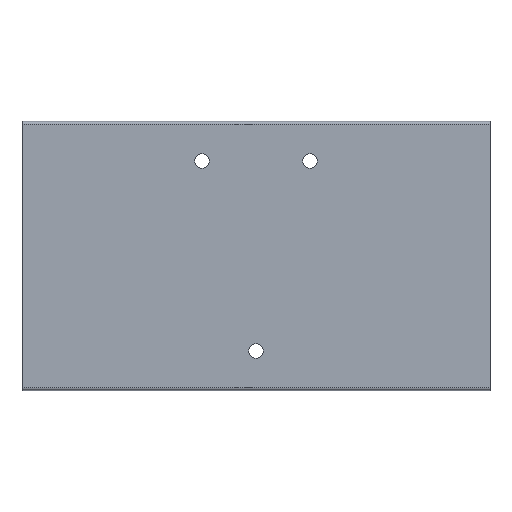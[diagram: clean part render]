
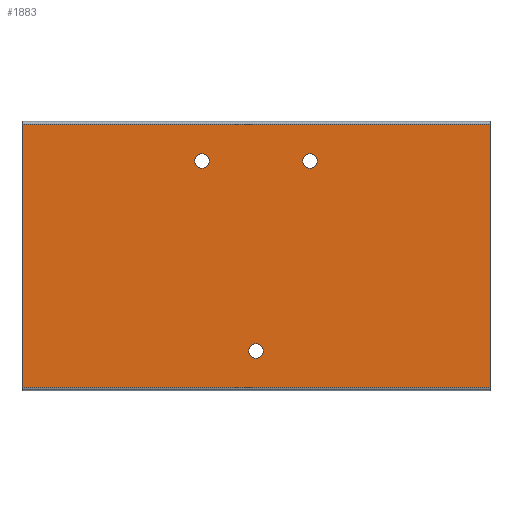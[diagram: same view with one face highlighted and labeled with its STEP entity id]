
A CAD part, top view. The second image highlights one B-rep face of the part: STEP entity #1883.
In plain terms, the highlighted planar face has unit normal (0, 0, 1).
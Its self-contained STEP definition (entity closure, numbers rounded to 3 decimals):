
#128 = DIRECTION ( 'NONE',  ( 0., 0., -1. ) ) ;
#160 = CARTESIAN_POINT ( 'NONE',  ( -40., -23., 3. ) ) ;
#195 = CARTESIAN_POINT ( 'NONE',  ( -1.25, -16.255, 3. ) ) ;
#245 = VERTEX_POINT ( 'NONE', #2265 ) ;
#266 = LINE ( 'NONE', #3010, #3404 ) ;
#269 = CARTESIAN_POINT ( 'NONE',  ( 0., -16.255, 3. ) ) ;
#295 = EDGE_CURVE ( 'NONE', #886, #2185, #266, .T. ) ;
#357 = VECTOR ( 'NONE', #2262, 1000. ) ;
#412 = CIRCLE ( 'NONE', #3375, 1.25 ) ;
#427 = EDGE_LOOP ( 'NONE', ( #2539, #2390 ) ) ;
#483 = DIRECTION ( 'NONE',  ( 0., 1., 0. ) ) ;
#512 = ORIENTED_EDGE ( 'NONE', *, *, #1890, .T. ) ;
#520 = VERTEX_POINT ( 'NONE', #2957 ) ;
#525 = VERTEX_POINT ( 'NONE', #3288 ) ;
#529 = ORIENTED_EDGE ( 'NONE', *, *, #3665, .T. ) ;
#579 = ORIENTED_EDGE ( 'NONE', *, *, #295, .T. ) ;
#588 = FACE_OUTER_BOUND ( 'NONE', #1522, .T. ) ;
#636 = LINE ( 'NONE', #160, #2352 ) ;
#664 = CARTESIAN_POINT ( 'NONE',  ( -9.245, 16.255, 3. ) ) ;
#720 = CARTESIAN_POINT ( 'NONE',  ( 0., 22.5, 3. ) ) ;
#789 = CIRCLE ( 'NONE', #1882, 1.25 ) ;
#845 = ORIENTED_EDGE ( 'NONE', *, *, #3919, .T. ) ;
#849 = VERTEX_POINT ( 'NONE', #1785 ) ;
#858 = ORIENTED_EDGE ( 'NONE', *, *, #3893, .T. ) ;
#886 = VERTEX_POINT ( 'NONE', #1536 ) ;
#971 = DIRECTION ( 'NONE',  ( 0., 0., -1. ) ) ;
#1010 = DIRECTION ( 'NONE',  ( -1., 0., 0. ) ) ;
#1059 = VERTEX_POINT ( 'NONE', #1860 ) ;
#1111 = AXIS2_PLACEMENT_3D ( 'NONE', #1592, #1298, #1580 ) ;
#1118 = FACE_BOUND ( 'NONE', #2590, .T. ) ;
#1138 = DIRECTION ( 'NONE',  ( -1., 0., 0. ) ) ;
#1262 = DIRECTION ( 'NONE',  ( 0., 0., -1. ) ) ;
#1287 = CIRCLE ( 'NONE', #1989, 1.25 ) ;
#1298 = DIRECTION ( 'NONE',  ( 0., 0., -1. ) ) ;
#1408 = EDGE_CURVE ( 'NONE', #520, #886, #636, .T. ) ;
#1490 = VERTEX_POINT ( 'NONE', #3610 ) ;
#1522 = EDGE_LOOP ( 'NONE', ( #3891, #579, #3373, #512 ) ) ;
#1536 = CARTESIAN_POINT ( 'NONE',  ( -40., -22.5, 3. ) ) ;
#1546 = DIRECTION ( 'NONE',  ( 0., 0., -1. ) ) ;
#1551 = AXIS2_PLACEMENT_3D ( 'NONE', #3179, #3489, #3748 ) ;
#1580 = DIRECTION ( 'NONE',  ( 1., 0., 0. ) ) ;
#1592 = CARTESIAN_POINT ( 'NONE',  ( 9.245, 16.255, 3. ) ) ;
#1660 = EDGE_CURVE ( 'NONE', #1059, #849, #412, .T. ) ;
#1672 = EDGE_LOOP ( 'NONE', ( #845, #1684 ) ) ;
#1684 = ORIENTED_EDGE ( 'NONE', *, *, #2160, .T. ) ;
#1735 = AXIS2_PLACEMENT_3D ( 'NONE', #3762, #1262, #1138 ) ;
#1762 = CARTESIAN_POINT ( 'NONE',  ( -7.995, 16.255, 3. ) ) ;
#1785 = CARTESIAN_POINT ( 'NONE',  ( 10.495, 16.255, 3. ) ) ;
#1860 = CARTESIAN_POINT ( 'NONE',  ( 7.995, 16.255, 3. ) ) ;
#1882 = AXIS2_PLACEMENT_3D ( 'NONE', #269, #2704, #3165 ) ;
#1883 = ADVANCED_FACE ( 'NONE', ( #1118, #3065, #2275, #588 ), #2280, .T. ) ;
#1890 = EDGE_CURVE ( 'NONE', #245, #520, #3591, .T. ) ;
#1909 = VERTEX_POINT ( 'NONE', #1762 ) ;
#1989 = AXIS2_PLACEMENT_3D ( 'NONE', #3149, #128, #1010 ) ;
#2106 = VECTOR ( 'NONE', #483, 1000. ) ;
#2148 = CARTESIAN_POINT ( 'NONE',  ( 9.245, 16.255, 3. ) ) ;
#2160 = EDGE_CURVE ( 'NONE', #1909, #1490, #2969, .T. ) ;
#2185 = VERTEX_POINT ( 'NONE', #3108 ) ;
#2231 = DIRECTION ( 'NONE',  ( 1., 0., 0. ) ) ;
#2262 = DIRECTION ( 'NONE',  ( -1., 0., 0. ) ) ;
#2265 = CARTESIAN_POINT ( 'NONE',  ( 40., 22.5, 3. ) ) ;
#2275 = FACE_BOUND ( 'NONE', #427, .T. ) ;
#2280 = PLANE ( 'NONE',  #1551 ) ;
#2352 = VECTOR ( 'NONE', #3533, 1000. ) ;
#2357 = CARTESIAN_POINT ( 'NONE',  ( 40., -23., 3. ) ) ;
#2383 = LINE ( 'NONE', #2357, #2106 ) ;
#2390 = ORIENTED_EDGE ( 'NONE', *, *, #3092, .T. ) ;
#2409 = EDGE_CURVE ( 'NONE', #2185, #245, #2383, .T. ) ;
#2478 = DIRECTION ( 'NONE',  ( 1., 0., 0. ) ) ;
#2539 = ORIENTED_EDGE ( 'NONE', *, *, #1660, .T. ) ;
#2590 = EDGE_LOOP ( 'NONE', ( #529, #858 ) ) ;
#2704 = DIRECTION ( 'NONE',  ( 0., 0., -1. ) ) ;
#2957 = CARTESIAN_POINT ( 'NONE',  ( -40., 22.5, 3. ) ) ;
#2969 = CIRCLE ( 'NONE', #3783, 1.25 ) ;
#2986 = CIRCLE ( 'NONE', #1111, 1.25 ) ;
#3010 = CARTESIAN_POINT ( 'NONE',  ( 0., -22.5, 3. ) ) ;
#3065 = FACE_BOUND ( 'NONE', #1672, .T. ) ;
#3092 = EDGE_CURVE ( 'NONE', #849, #1059, #2986, .T. ) ;
#3096 = DIRECTION ( 'NONE',  ( -1., 0., 0. ) ) ;
#3108 = CARTESIAN_POINT ( 'NONE',  ( 40., -22.5, 3. ) ) ;
#3149 = CARTESIAN_POINT ( 'NONE',  ( -9.245, 16.255, 3. ) ) ;
#3165 = DIRECTION ( 'NONE',  ( -1., 0., 0. ) ) ;
#3179 = CARTESIAN_POINT ( 'NONE',  ( 0., 0., 3. ) ) ;
#3288 = CARTESIAN_POINT ( 'NONE',  ( 1.25, -16.255, 3. ) ) ;
#3373 = ORIENTED_EDGE ( 'NONE', *, *, #2409, .T. ) ;
#3375 = AXIS2_PLACEMENT_3D ( 'NONE', #2148, #1546, #2478 ) ;
#3404 = VECTOR ( 'NONE', #2231, 1000. ) ;
#3489 = DIRECTION ( 'NONE',  ( 0., 0., 1. ) ) ;
#3533 = DIRECTION ( 'NONE',  ( 0., -1., 0. ) ) ;
#3591 = LINE ( 'NONE', #720, #357 ) ;
#3610 = CARTESIAN_POINT ( 'NONE',  ( -10.495, 16.255, 3. ) ) ;
#3665 = EDGE_CURVE ( 'NONE', #3759, #525, #3795, .T. ) ;
#3748 = DIRECTION ( 'NONE',  ( 1., 0., 0. ) ) ;
#3759 = VERTEX_POINT ( 'NONE', #195 ) ;
#3762 = CARTESIAN_POINT ( 'NONE',  ( 0., -16.255, 3. ) ) ;
#3783 = AXIS2_PLACEMENT_3D ( 'NONE', #664, #971, #3096 ) ;
#3795 = CIRCLE ( 'NONE', #1735, 1.25 ) ;
#3891 = ORIENTED_EDGE ( 'NONE', *, *, #1408, .T. ) ;
#3893 = EDGE_CURVE ( 'NONE', #525, #3759, #789, .T. ) ;
#3919 = EDGE_CURVE ( 'NONE', #1490, #1909, #1287, .T. ) ;
